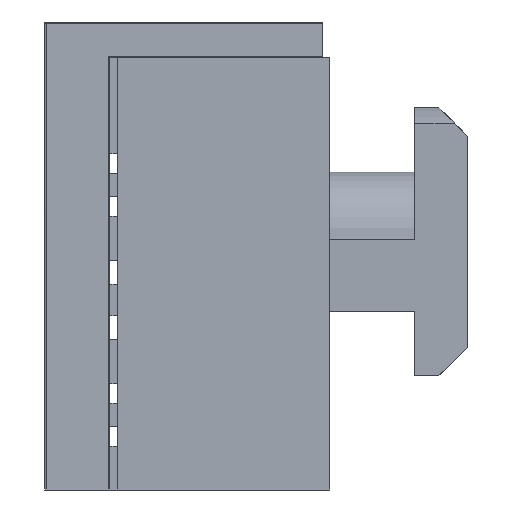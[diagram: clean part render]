
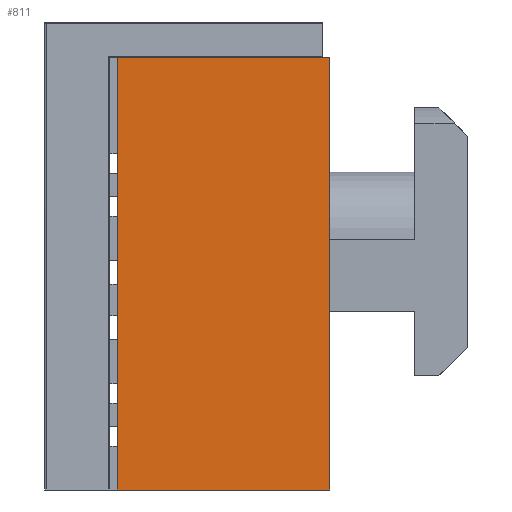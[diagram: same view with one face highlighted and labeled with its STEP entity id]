
A CAD part, left-side view. The second image highlights one B-rep face of the part: STEP entity #811.
In plain terms, the highlighted planar face has unit normal (-1, 0, 0).
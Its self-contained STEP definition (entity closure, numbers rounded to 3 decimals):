
#811=ADVANCED_FACE('',(#1116),#1117,.F.);
#1116=FACE_OUTER_BOUND('',#1642,.T.);
#1117=PLANE('',#1643);
#1642=EDGE_LOOP('',(#2618,#2619,#2620,#2621));
#1643=AXIS2_PLACEMENT_3D('',#2622,#2623,#2624);
#2618=ORIENTED_EDGE('',*,*,#3758,.T.);
#2619=ORIENTED_EDGE('',*,*,#3768,.F.);
#2620=ORIENTED_EDGE('',*,*,#3769,.F.);
#2621=ORIENTED_EDGE('',*,*,#3742,.T.);
#2622=CARTESIAN_POINT('',(-10.0,18.2,13.0));
#2623=DIRECTION('',(1.0,0.0,0.0));
#2624=DIRECTION('',(0.0,0.0,-1.0));
#3742=EDGE_CURVE('',#4486,#4483,#4487,.T.);
#3758=EDGE_CURVE('',#4483,#4515,#4517,.T.);
#3768=EDGE_CURVE('',#4535,#4515,#4536,.F.);
#3769=EDGE_CURVE('',#4486,#4535,#4537,.T.);
#4483=VERTEX_POINT('',#5848);
#4486=VERTEX_POINT('',#5852);
#4487=LINE('',#5853,#5854);
#4515=VERTEX_POINT('',#5894);
#4517=LINE('',#5897,#5898);
#4535=VERTEX_POINT('',#5924);
#4536=LINE('',#5925,#5926);
#4537=LINE('',#5927,#5928);
#5848=CARTESIAN_POINT('',(-10.0,0.0,13.0));
#5852=CARTESIAN_POINT('',(-10.0,0.,-17.5));
#5853=CARTESIAN_POINT('',(-10.0,0.0,-2.25));
#5854=VECTOR('',#6908,1.0);
#5894=CARTESIAN_POINT('',(-10.0,15.0,13.0));
#5897=CARTESIAN_POINT('',(-10.0,18.2,13.0));
#5898=VECTOR('',#6928,1.0);
#5924=CARTESIAN_POINT('',(-10.0,15.0,-17.5));
#5925=CARTESIAN_POINT('',(-10.0,15.0,13.0));
#5926=VECTOR('',#6940,1.0);
#5927=CARTESIAN_POINT('',(-10.0,18.2,-17.5));
#5928=VECTOR('',#6941,1.0);
#6908=DIRECTION('',(0.0,0.0,1.0));
#6928=DIRECTION('',(0.0,1.0,0.0));
#6940=DIRECTION('',(0.0,0.0,-1.0));
#6941=DIRECTION('',(0.0,1.0,0.0));
